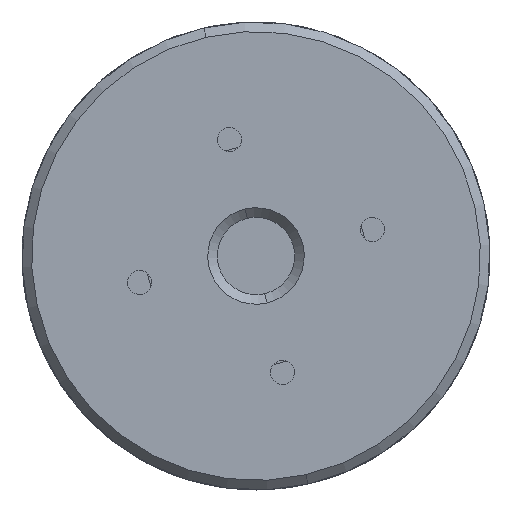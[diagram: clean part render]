
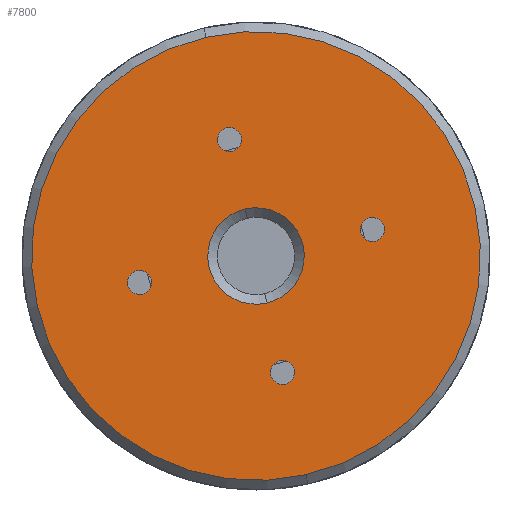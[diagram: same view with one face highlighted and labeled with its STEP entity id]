
A CAD part, left-side view. The second image highlights one B-rep face of the part: STEP entity #7800.
In plain terms, the highlighted planar face has unit normal (-1, 0, 0).
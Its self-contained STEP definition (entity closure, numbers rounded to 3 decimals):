
#720 = ORIENTED_EDGE ( 'NONE', *, *, #1590, .F. ) ;
#738 = ORIENTED_EDGE ( 'NONE', *, *, #1701, .F. ) ;
#746 = ORIENTED_EDGE ( 'NONE', *, *, #1598, .F. ) ;
#747 = ORIENTED_EDGE ( 'NONE', *, *, #1662, .F. ) ;
#750 = ORIENTED_EDGE ( 'NONE', *, *, #1677, .F. ) ;
#752 = ORIENTED_EDGE ( 'NONE', *, *, #1685, .F. ) ;
#757 = ORIENTED_EDGE ( 'NONE', *, *, #1648, .F. ) ;
#769 = ORIENTED_EDGE ( 'NONE', *, *, #1641, .F. ) ;
#774 = ORIENTED_EDGE ( 'NONE', *, *, #1599, .F. ) ;
#778 = ORIENTED_EDGE ( 'NONE', *, *, #1649, .F. ) ;
#780 = ORIENTED_EDGE ( 'NONE', *, *, #1692, .F. ) ;
#799 = ORIENTED_EDGE ( 'NONE', *, *, #1703, .F. ) ;
#1590 = EDGE_CURVE ( 'NONE', #12783, #12838, #10631, .T. ) ;
#1598 = EDGE_CURVE ( 'NONE', #12765, #12839, #10726, .T. ) ;
#1599 = EDGE_CURVE ( 'NONE', #12838, #12783, #10693, .T. ) ;
#1641 = EDGE_CURVE ( 'NONE', #12906, #12882, #10763, .T. ) ;
#1648 = EDGE_CURVE ( 'NONE', #12839, #12765, #10782, .T. ) ;
#1649 = EDGE_CURVE ( 'NONE', #12865, #12883, #10741, .T. ) ;
#1662 = EDGE_CURVE ( 'NONE', #12915, #12893, #10778, .T. ) ;
#1677 = EDGE_CURVE ( 'NONE', #12894, #12908, #10818, .T. ) ;
#1685 = EDGE_CURVE ( 'NONE', #12883, #12865, #10820, .T. ) ;
#1692 = EDGE_CURVE ( 'NONE', #12882, #12906, #10789, .T. ) ;
#1701 = EDGE_CURVE ( 'NONE', #12893, #12915, #10829, .T. ) ;
#1703 = EDGE_CURVE ( 'NONE', #12908, #12894, #10830, .T. ) ;
#1988 = AXIS2_PLACEMENT_3D ( 'NONE', #6896, #6894, #6863 ) ;
#1996 = AXIS2_PLACEMENT_3D ( 'NONE', #10060, #10061, #10057 ) ;
#1997 = AXIS2_PLACEMENT_3D ( 'NONE', #9119, #9102, #9097 ) ;
#2001 = AXIS2_PLACEMENT_3D ( 'NONE', #6872, #6897, #6864 ) ;
#2003 = AXIS2_PLACEMENT_3D ( 'NONE', #10063, #10066, #10062 ) ;
#2024 = AXIS2_PLACEMENT_3D ( 'NONE', #9145, #9146, #9147 ) ;
#2028 = AXIS2_PLACEMENT_3D ( 'NONE', #10051, #10034, #10052 ) ;
#2030 = AXIS2_PLACEMENT_3D ( 'NONE', #6887, #6868, #6885 ) ;
#2036 = AXIS2_PLACEMENT_3D ( 'NONE', #9171, #9206, #9170 ) ;
#2063 = AXIS2_PLACEMENT_3D ( 'NONE', #9245, #9236, #9220 ) ;
#2073 = AXIS2_PLACEMENT_3D ( 'NONE', #9204, #9184, #9180 ) ;
#2087 = AXIS2_PLACEMENT_3D ( 'NONE', #9246, #9221, #9242 ) ;
#4420 = CARTESIAN_POINT ( 'NONE',  ( 0., 23.889, -5.439 ) ) ;
#4427 = DIRECTION ( 'NONE',  ( 1., 0., 0. ) ) ;
#4429 = PLANE ( 'NONE',  #14508 ) ;
#4435 = DIRECTION ( 'NONE',  ( 0., -0.222, -0.975 ) ) ;
#5370 = CARTESIAN_POINT ( 'NONE',  ( 0., -1.121, -4.924 ) ) ;
#5399 = CARTESIAN_POINT ( 'NONE',  ( 0., -5.217, -22.914 ) ) ;
#5419 = CARTESIAN_POINT ( 'NONE',  ( 0., 1.121, 4.924 ) ) ;
#5426 = CARTESIAN_POINT ( 'NONE',  ( 0., 5.217, 22.914 ) ) ;
#5440 = CARTESIAN_POINT ( 'NONE',  ( 0., -11.911, 3.994 ) ) ;
#5483 = CARTESIAN_POINT ( 'NONE',  ( 0., 3.052, 13.407 ) ) ;
#5486 = CARTESIAN_POINT ( 'NONE',  ( 0., -3.052, -13.407 ) ) ;
#5489 = CARTESIAN_POINT ( 'NONE',  ( 0., 12.466, -1.556 ) ) ;
#5507 = CARTESIAN_POINT ( 'NONE',  ( 0., -2.497, -10.969 ) ) ;
#5518 = CARTESIAN_POINT ( 'NONE',  ( 0., 2.497, 10.969 ) ) ;
#5520 = CARTESIAN_POINT ( 'NONE',  ( 0., -12.466, 1.556 ) ) ;
#5521 = CARTESIAN_POINT ( 'NONE',  ( 0., 11.911, -3.994 ) ) ;
#6525 = FACE_OUTER_BOUND ( 'NONE', #8751, .T. ) ;
#6526 = FACE_BOUND ( 'NONE', #8767, .T. ) ;
#6534 = FACE_BOUND ( 'NONE', #8784, .T. ) ;
#6535 = FACE_BOUND ( 'NONE', #8743, .T. ) ;
#6536 = FACE_BOUND ( 'NONE', #8709, .T. ) ;
#6537 = FACE_BOUND ( 'NONE', #8745, .T. ) ;
#6863 = DIRECTION ( 'NONE',  ( 0., -0.222, -0.975 ) ) ;
#6864 = DIRECTION ( 'NONE',  ( 0., 0.222, 0.975 ) ) ;
#6868 = DIRECTION ( 'NONE',  ( -1., 0., 0. ) ) ;
#6872 = CARTESIAN_POINT ( 'NONE',  ( 0., 0., 0. ) ) ;
#6885 = DIRECTION ( 'NONE',  ( 0., 0.222, 0.975 ) ) ;
#6887 = CARTESIAN_POINT ( 'NONE',  ( 0., 0., 0. ) ) ;
#6894 = DIRECTION ( 'NONE',  ( 1., 0., 0. ) ) ;
#6896 = CARTESIAN_POINT ( 'NONE',  ( 0., 0., 0. ) ) ;
#6897 = DIRECTION ( 'NONE',  ( -1., 0., 0. ) ) ;
#7800 = ADVANCED_FACE ( 'NONE', ( #6525, #6534, #6526, #6535, #6536, #6537 ), #4429, .F. ) ;
#8709 = EDGE_LOOP ( 'NONE', ( #778, #752 ) ) ;
#8743 = EDGE_LOOP ( 'NONE', ( #747, #738 ) ) ;
#8745 = EDGE_LOOP ( 'NONE', ( #780, #769 ) ) ;
#8751 = EDGE_LOOP ( 'NONE', ( #746, #757 ) ) ;
#8767 = EDGE_LOOP ( 'NONE', ( #799, #750 ) ) ;
#8784 = EDGE_LOOP ( 'NONE', ( #774, #720 ) ) ;
#9097 = DIRECTION ( 'NONE',  ( 0., 0.222, 0.975 ) ) ;
#9102 = DIRECTION ( 'NONE',  ( -1., 0., 0. ) ) ;
#9119 = CARTESIAN_POINT ( 'NONE',  ( 0., -2.775, -12.188 ) ) ;
#9145 = CARTESIAN_POINT ( 'NONE',  ( 0., 12.188, -2.775 ) ) ;
#9146 = DIRECTION ( 'NONE',  ( -1., 0., 0. ) ) ;
#9147 = DIRECTION ( 'NONE',  ( 0., 0.222, 0.975 ) ) ;
#9170 = DIRECTION ( 'NONE',  ( 0., 0.222, 0.975 ) ) ;
#9171 = CARTESIAN_POINT ( 'NONE',  ( 0., -12.188, 2.775 ) ) ;
#9180 = DIRECTION ( 'NONE',  ( 0., 0.222, 0.975 ) ) ;
#9184 = DIRECTION ( 'NONE',  ( -1., 0., 0. ) ) ;
#9204 = CARTESIAN_POINT ( 'NONE',  ( 0., 2.775, 12.188 ) ) ;
#9206 = DIRECTION ( 'NONE',  ( -1., 0., 0. ) ) ;
#9220 = DIRECTION ( 'NONE',  ( 0., 0.222, 0.975 ) ) ;
#9221 = DIRECTION ( 'NONE',  ( -1., 0., 0. ) ) ;
#9236 = DIRECTION ( 'NONE',  ( -1., 0., 0. ) ) ;
#9242 = DIRECTION ( 'NONE',  ( 0., 0.222, 0.975 ) ) ;
#9245 = CARTESIAN_POINT ( 'NONE',  ( 0., -2.775, -12.188 ) ) ;
#9246 = CARTESIAN_POINT ( 'NONE',  ( 0., 12.188, -2.775 ) ) ;
#10034 = DIRECTION ( 'NONE',  ( -1., 0., 0. ) ) ;
#10051 = CARTESIAN_POINT ( 'NONE',  ( 0., 2.775, 12.188 ) ) ;
#10052 = DIRECTION ( 'NONE',  ( 0., 0.222, 0.975 ) ) ;
#10057 = DIRECTION ( 'NONE',  ( 0., 0.222, 0.975 ) ) ;
#10060 = CARTESIAN_POINT ( 'NONE',  ( 0., -12.188, 2.775 ) ) ;
#10061 = DIRECTION ( 'NONE',  ( -1., 0., 0. ) ) ;
#10062 = DIRECTION ( 'NONE',  ( 0., -0.222, -0.975 ) ) ;
#10063 = CARTESIAN_POINT ( 'NONE',  ( 0., 0., 0. ) ) ;
#10066 = DIRECTION ( 'NONE',  ( 1., 0., 0. ) ) ;
#10631 = CIRCLE ( 'NONE', #2030, 5.05 ) ;
#10693 = CIRCLE ( 'NONE', #2001, 5.05 ) ;
#10726 = CIRCLE ( 'NONE', #1988, 23.5 ) ;
#10741 = CIRCLE ( 'NONE', #1996, 1.25 ) ;
#10763 = CIRCLE ( 'NONE', #2028, 1.25 ) ;
#10778 = CIRCLE ( 'NONE', #1997, 1.25 ) ;
#10782 = CIRCLE ( 'NONE', #2003, 23.5 ) ;
#10789 = CIRCLE ( 'NONE', #2073, 1.25 ) ;
#10818 = CIRCLE ( 'NONE', #2024, 1.25 ) ;
#10820 = CIRCLE ( 'NONE', #2036, 1.25 ) ;
#10829 = CIRCLE ( 'NONE', #2063, 1.25 ) ;
#10830 = CIRCLE ( 'NONE', #2087, 1.25 ) ;
#12765 = VERTEX_POINT ( 'NONE', #5399 ) ;
#12783 = VERTEX_POINT ( 'NONE', #5370 ) ;
#12838 = VERTEX_POINT ( 'NONE', #5419 ) ;
#12839 = VERTEX_POINT ( 'NONE', #5426 ) ;
#12865 = VERTEX_POINT ( 'NONE', #5440 ) ;
#12882 = VERTEX_POINT ( 'NONE', #5483 ) ;
#12883 = VERTEX_POINT ( 'NONE', #5520 ) ;
#12893 = VERTEX_POINT ( 'NONE', #5486 ) ;
#12894 = VERTEX_POINT ( 'NONE', #5521 ) ;
#12906 = VERTEX_POINT ( 'NONE', #5518 ) ;
#12908 = VERTEX_POINT ( 'NONE', #5489 ) ;
#12915 = VERTEX_POINT ( 'NONE', #5507 ) ;
#14508 = AXIS2_PLACEMENT_3D ( 'NONE', #4420, #4427, #4435 ) ;
